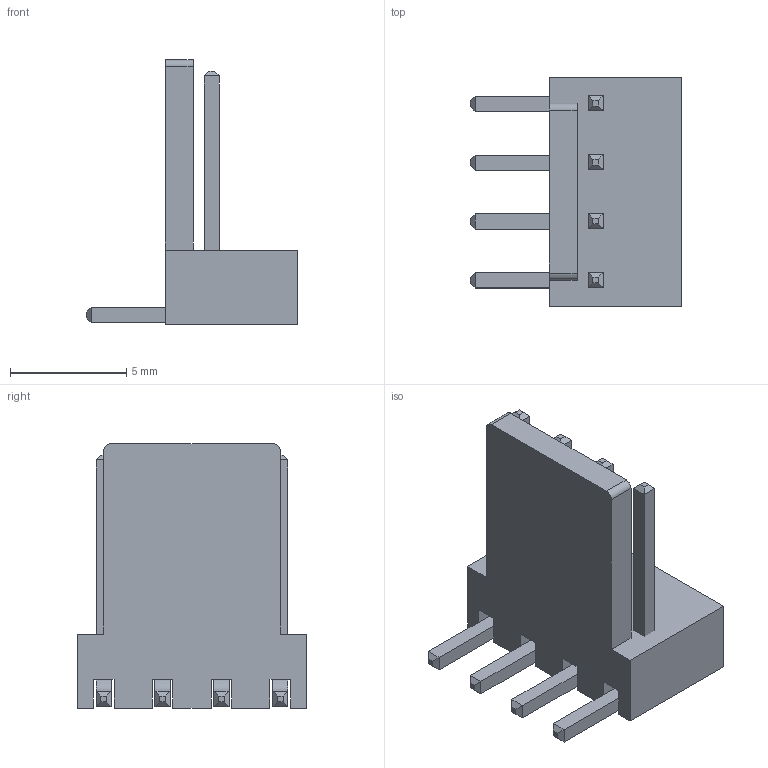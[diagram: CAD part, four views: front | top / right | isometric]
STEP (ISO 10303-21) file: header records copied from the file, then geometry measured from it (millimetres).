
FILE_DESCRIPTION(/* description */ ('STEP AP242','CAx-IF Rec.Pracs.---Representation and Presentation of Product Manufacturing Information (PMI)---4.0---2014-10-13','CAx-IF Rec.Pracs.---3D Tessellated Geometry---0.4---2014-09-14','2;1'),/* implementation_level */ '2;1');
FILE_NAME(/* name */ '6417cf847afb554e3cb750db',/* time_stamp */ '2023-03-20T03:14:13+00:00',/* author */ (''),/* organization */ (''),/* preprocessor_version */ 'ST-DEVELOPER v18.102',/* originating_system */ ' ',/* authorisation */ ' ');
FILE_SCHEMA (('AP242_MANAGED_MODEL_BASED_3D_ENGINEERING_MIM_LF { 1 0 10303 442 1 1 4 }'));
Length unit declared in the file: metre
Products named in the file (5): Part 5; Part 4; Part 3; Part 2; Body
Bounding box: 9.1 x 9.9 x 11.4 mm (x, y, z)
Volume: 255.9 mm3; surface area: 565.9 mm2
Topology: 5 solids, 5 shells, 100 faces, 238 edges, 148 vertices
Faces by surface type: plane 90, cylinder 10
Entity records: 2929 total; most frequent: CARTESIAN_POINT 491, ORIENTED_EDGE 476, DIRECTION 468, EDGE_CURVE 238, LINE 218, VECTOR 218, VERTEX_POINT 148, AXIS2_PLACEMENT_3D 125
